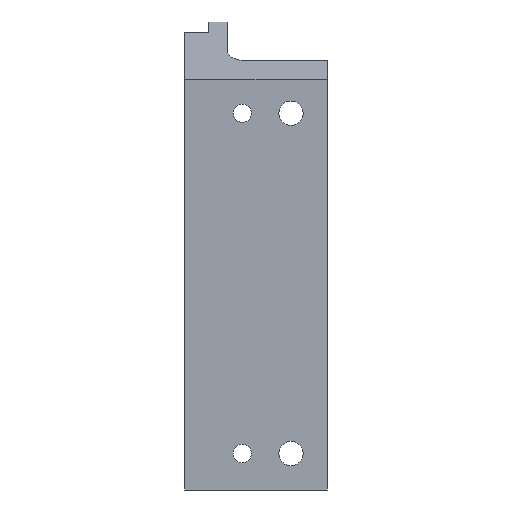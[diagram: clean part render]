
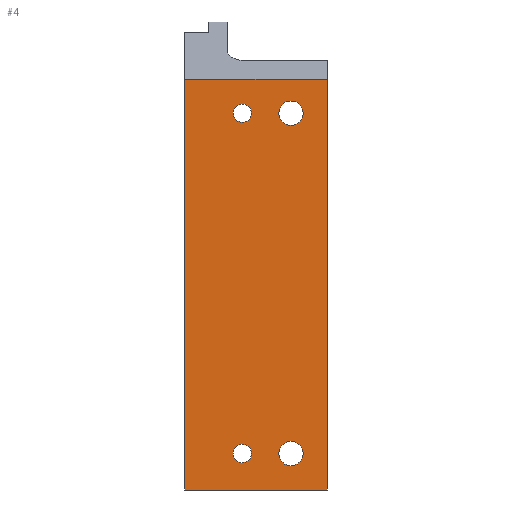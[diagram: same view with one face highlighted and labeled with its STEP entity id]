
A CAD part, front view. The second image highlights one B-rep face of the part: STEP entity #4.
In plain terms, the highlighted planar face has unit normal (0, -1, 0).
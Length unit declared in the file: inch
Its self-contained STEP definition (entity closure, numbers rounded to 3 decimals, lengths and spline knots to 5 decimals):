
#4 = ADVANCED_FACE ( 'NONE', ( #390, #386, #389, #387, #388 ), #1221, .T. ) ;
#91 = LINE ( 'NONE', #756, #123 ) ;
#101 = VECTOR ( 'NONE', #764, 39.37008 ) ;
#103 = LINE ( 'NONE', #767, #101 ) ;
#113 = LINE ( 'NONE', #751, #137 ) ;
#120 = CIRCLE ( 'NONE', #1560, 0.1875 ) ;
#123 = VECTOR ( 'NONE', #752, 39.37008 ) ;
#128 = CIRCLE ( 'NONE', #1558, 0.25 ) ;
#134 = LINE ( 'NONE', #749, #523 ) ;
#137 = VECTOR ( 'NONE', #750, 39.37008 ) ;
#140 = CIRCLE ( 'NONE', #1496, 0.25 ) ;
#174 = CIRCLE ( 'NONE', #1567, 0.1875 ) ;
#186 = CIRCLE ( 'NONE', #1562, 0.1875 ) ;
#192 = CIRCLE ( 'NONE', #1609, 0.1875 ) ;
#386 = FACE_BOUND ( 'NONE', #480, .T. ) ;
#387 = FACE_BOUND ( 'NONE', #471, .T. ) ;
#388 = FACE_BOUND ( 'NONE', #478, .T. ) ;
#389 = FACE_BOUND ( 'NONE', #479, .T. ) ;
#390 = FACE_OUTER_BOUND ( 'NONE', #477, .T. ) ;
#422 = CIRCLE ( 'NONE', #1552, 0.25 ) ;
#435 = VERTEX_POINT ( 'NONE', #1341 ) ;
#436 = VERTEX_POINT ( 'NONE', #1342 ) ;
#439 = VERTEX_POINT ( 'NONE', #1339 ) ;
#440 = VERTEX_POINT ( 'NONE', #1353 ) ;
#449 = VERTEX_POINT ( 'NONE', #1329 ) ;
#450 = VERTEX_POINT ( 'NONE', #1328 ) ;
#452 = VERTEX_POINT ( 'NONE', #1326 ) ;
#453 = VERTEX_POINT ( 'NONE', #1325 ) ;
#471 = EDGE_LOOP ( 'NONE', ( #635, #636 ) ) ;
#477 = EDGE_LOOP ( 'NONE', ( #627, #628, #629, #630 ) ) ;
#478 = EDGE_LOOP ( 'NONE', ( #637, #638 ) ) ;
#479 = EDGE_LOOP ( 'NONE', ( #633, #634 ) ) ;
#480 = EDGE_LOOP ( 'NONE', ( #631, #632 ) ) ;
#522 = VERTEX_POINT ( 'NONE', #1309 ) ;
#523 = VECTOR ( 'NONE', #747, 39.37008 ) ;
#524 = VERTEX_POINT ( 'NONE', #1308 ) ;
#525 = VERTEX_POINT ( 'NONE', #1306 ) ;
#528 = VERTEX_POINT ( 'NONE', #1303 ) ;
#627 = ORIENTED_EDGE ( 'NONE', *, *, #1663, .T. ) ;
#628 = ORIENTED_EDGE ( 'NONE', *, *, #1664, .T. ) ;
#629 = ORIENTED_EDGE ( 'NONE', *, *, #1665, .T. ) ;
#630 = ORIENTED_EDGE ( 'NONE', *, *, #1660, .T. ) ;
#631 = ORIENTED_EDGE ( 'NONE', *, *, #1666, .T. ) ;
#632 = ORIENTED_EDGE ( 'NONE', *, *, #1602, .T. ) ;
#633 = ORIENTED_EDGE ( 'NONE', *, *, #1627, .T. ) ;
#634 = ORIENTED_EDGE ( 'NONE', *, *, #1611, .T. ) ;
#635 = ORIENTED_EDGE ( 'NONE', *, *, #1619, .T. ) ;
#636 = ORIENTED_EDGE ( 'NONE', *, *, #1615, .T. ) ;
#637 = ORIENTED_EDGE ( 'NONE', *, *, #1667, .T. ) ;
#638 = ORIENTED_EDGE ( 'NONE', *, *, #1606, .T. ) ;
#731 = DIRECTION ( 'NONE',  ( -1., 0., 0. ) ) ;
#732 = DIRECTION ( 'NONE',  ( 0., 1., 0. ) ) ;
#733 = CARTESIAN_POINT ( 'NONE',  ( 1.69, 0., 3.5 ) ) ;
#736 = DIRECTION ( 'NONE',  ( 1., 0., 0. ) ) ;
#737 = DIRECTION ( 'NONE',  ( 0., 1., 0. ) ) ;
#741 = CARTESIAN_POINT ( 'NONE',  ( 1.69, 0., -3.5 ) ) ;
#747 = DIRECTION ( 'NONE',  ( 1., 0., 0. ) ) ;
#749 = CARTESIAN_POINT ( 'NONE',  ( 0., 0., -4.25 ) ) ;
#750 = DIRECTION ( 'NONE',  ( 0., 0., -1. ) ) ;
#751 = CARTESIAN_POINT ( 'NONE',  ( -0.5, 0., 7.10867 ) ) ;
#752 = DIRECTION ( 'NONE',  ( -1., 0., 0. ) ) ;
#756 = CARTESIAN_POINT ( 'NONE',  ( 2.4697, 0., 4.2 ) ) ;
#764 = DIRECTION ( 'NONE',  ( 0., 0., 1. ) ) ;
#767 = CARTESIAN_POINT ( 'NONE',  ( 2.44, 0., -4.25 ) ) ;
#823 = DIRECTION ( 'NONE',  ( 1., 0., 0. ) ) ;
#824 = DIRECTION ( 'NONE',  ( 0., 1., 0. ) ) ;
#831 = CARTESIAN_POINT ( 'NONE',  ( 0.69, 0., -3.5 ) ) ;
#1015 = DIRECTION ( 'NONE',  ( -1., 0., 0. ) ) ;
#1016 = DIRECTION ( 'NONE',  ( 0., 1., 0. ) ) ;
#1017 = CARTESIAN_POINT ( 'NONE',  ( 0.69, 0., 3.5 ) ) ;
#1027 = DIRECTION ( 'NONE',  ( -1., 0., 0. ) ) ;
#1028 = DIRECTION ( 'NONE',  ( 0., 1., 0. ) ) ;
#1029 = CARTESIAN_POINT ( 'NONE',  ( 0.69, 0., 3.5 ) ) ;
#1043 = DIRECTION ( 'NONE',  ( 1., 0., 0. ) ) ;
#1045 = DIRECTION ( 'NONE',  ( 0., 1., 0. ) ) ;
#1047 = CARTESIAN_POINT ( 'NONE',  ( 0.69, 0., -3.5 ) ) ;
#1058 = DIRECTION ( 'NONE',  ( -1., 0., 0. ) ) ;
#1061 = DIRECTION ( 'NONE',  ( 0., 1., 0. ) ) ;
#1062 = CARTESIAN_POINT ( 'NONE',  ( 1.69, 0., 3.5 ) ) ;
#1073 = DIRECTION ( 'NONE',  ( 1., 0., 0. ) ) ;
#1074 = DIRECTION ( 'NONE',  ( 0., 1., 0. ) ) ;
#1075 = CARTESIAN_POINT ( 'NONE',  ( 1.69, 0., -3.5 ) ) ;
#1179 = DIRECTION ( 'NONE',  ( 0., 0., -1. ) ) ;
#1199 = DIRECTION ( 'NONE',  ( 0., -1., 0. ) ) ;
#1200 = CARTESIAN_POINT ( 'NONE',  ( 0., 0., -4.25 ) ) ;
#1221 = PLANE ( 'NONE',  #1573 ) ;
#1303 = CARTESIAN_POINT ( 'NONE',  ( 2.44, 0., 4.2 ) ) ;
#1306 = CARTESIAN_POINT ( 'NONE',  ( 2.44, 0., -4.25 ) ) ;
#1308 = CARTESIAN_POINT ( 'NONE',  ( -0.5, 0., 4.2 ) ) ;
#1309 = CARTESIAN_POINT ( 'NONE',  ( -0.5, 0., -4.25 ) ) ;
#1325 = CARTESIAN_POINT ( 'NONE',  ( 0.5025, 0., -3.5 ) ) ;
#1326 = CARTESIAN_POINT ( 'NONE',  ( 0.8775, 0., 3.5 ) ) ;
#1328 = CARTESIAN_POINT ( 'NONE',  ( 1.44, 0., -3.5 ) ) ;
#1329 = CARTESIAN_POINT ( 'NONE',  ( 1.94, 0., -3.5 ) ) ;
#1339 = CARTESIAN_POINT ( 'NONE',  ( 1.44, 0., 3.5 ) ) ;
#1341 = CARTESIAN_POINT ( 'NONE',  ( 0.5025, 0., 3.5 ) ) ;
#1342 = CARTESIAN_POINT ( 'NONE',  ( 0.8775, 0., -3.5 ) ) ;
#1353 = CARTESIAN_POINT ( 'NONE',  ( 1.94, 0., 3.5 ) ) ;
#1496 = AXIS2_PLACEMENT_3D ( 'NONE', #1075, #1074, #1073 ) ;
#1550 = AXIS2_PLACEMENT_3D ( 'NONE', #733, #732, #731 ) ;
#1552 = AXIS2_PLACEMENT_3D ( 'NONE', #741, #737, #736 ) ;
#1558 = AXIS2_PLACEMENT_3D ( 'NONE', #1062, #1061, #1058 ) ;
#1560 = AXIS2_PLACEMENT_3D ( 'NONE', #1047, #1045, #1043 ) ;
#1562 = AXIS2_PLACEMENT_3D ( 'NONE', #1017, #1016, #1015 ) ;
#1567 = AXIS2_PLACEMENT_3D ( 'NONE', #831, #824, #823 ) ;
#1573 = AXIS2_PLACEMENT_3D ( 'NONE', #1200, #1199, #1179 ) ;
#1602 = EDGE_CURVE ( 'NONE', #449, #450, #140, .T. ) ;
#1606 = EDGE_CURVE ( 'NONE', #440, #439, #128, .T. ) ;
#1609 = AXIS2_PLACEMENT_3D ( 'NONE', #1029, #1028, #1027 ) ;
#1611 = EDGE_CURVE ( 'NONE', #436, #453, #120, .T. ) ;
#1615 = EDGE_CURVE ( 'NONE', #452, #435, #192, .T. ) ;
#1619 = EDGE_CURVE ( 'NONE', #435, #452, #186, .T. ) ;
#1627 = EDGE_CURVE ( 'NONE', #453, #436, #174, .T. ) ;
#1660 = EDGE_CURVE ( 'NONE', #525, #528, #103, .T. ) ;
#1663 = EDGE_CURVE ( 'NONE', #528, #524, #91, .T. ) ;
#1664 = EDGE_CURVE ( 'NONE', #524, #522, #113, .T. ) ;
#1665 = EDGE_CURVE ( 'NONE', #522, #525, #134, .T. ) ;
#1666 = EDGE_CURVE ( 'NONE', #450, #449, #422, .T. ) ;
#1667 = EDGE_CURVE ( 'NONE', #439, #440, #1685, .T. ) ;
#1685 = CIRCLE ( 'NONE', #1550, 0.25 ) ;
